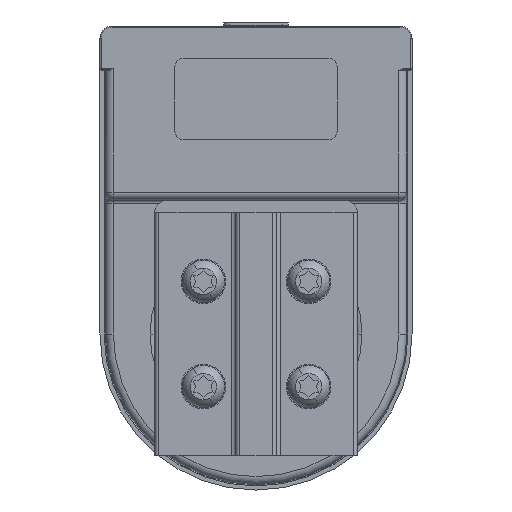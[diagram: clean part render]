
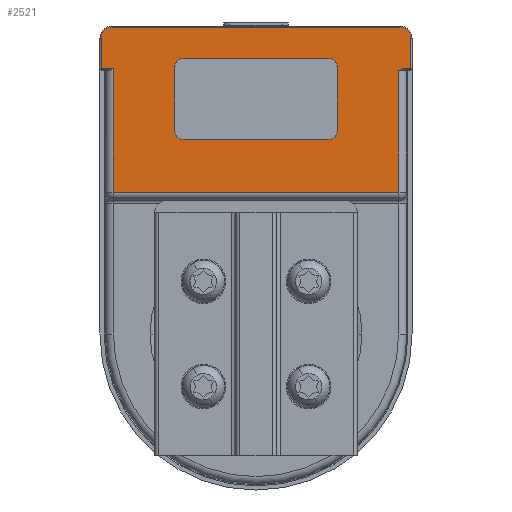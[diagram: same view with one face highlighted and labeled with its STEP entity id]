
A CAD part, front view. The second image highlights one B-rep face of the part: STEP entity #2521.
In plain terms, the highlighted planar face has unit normal (0, -1, 0).
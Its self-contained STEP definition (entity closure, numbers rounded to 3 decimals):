
#1914=AXIS2_PLACEMENT_3D('Circle Axis2P3D',#1912,#1913,$) ;
#1967=AXIS2_PLACEMENT_3D('Circle Axis2P3D',#1965,#1966,$) ;
#2476=AXIS2_PLACEMENT_3D('Plane Axis2P3D',#2473,#2474,#2475) ;
#1711=CARTESIAN_POINT('Vertex',(-35.2,-27.3,35.)) ;
#1734=CARTESIAN_POINT('Vertex',(35.2,-27.3,35.)) ;
#1737=CARTESIAN_POINT('Line Origine',(0.,-27.3,35.)) ;
#1902=CARTESIAN_POINT('Vertex',(38.25,-27.3,73.)) ;
#1909=CARTESIAN_POINT('Vertex',(35.5,-27.3,75.75)) ;
#1912=CARTESIAN_POINT('Axis2P3D Location',(35.5,-27.3,73.)) ;
#1938=CARTESIAN_POINT('Vertex',(-35.5,-27.3,75.75)) ;
#1941=CARTESIAN_POINT('Line Origine',(0.,-27.3,75.75)) ;
#1962=CARTESIAN_POINT('Vertex',(-38.25,-27.3,73.)) ;
#1965=CARTESIAN_POINT('Axis2P3D Location',(-35.5,-27.3,73.)) ;
#2013=CARTESIAN_POINT('Line Origine',(-38.25,-27.3,55.5)) ;
#2017=CARTESIAN_POINT('Vertex',(-38.25,-27.3,65.5)) ;
#2166=CARTESIAN_POINT('Line Origine',(0.,-27.3,65.5)) ;
#2170=CARTESIAN_POINT('Vertex',(-35.2,-27.3,65.5)) ;
#2193=CARTESIAN_POINT('Line Origine',(-35.2,-27.3,36.5)) ;
#2319=CARTESIAN_POINT('Line Origine',(35.2,-27.3,36.5)) ;
#2323=CARTESIAN_POINT('Vertex',(35.2,-27.3,65.)) ;
#2454=CARTESIAN_POINT('Line Origine',(38.25,-27.3,55.5)) ;
#2458=CARTESIAN_POINT('Vertex',(38.25,-27.3,65.5)) ;
#2473=CARTESIAN_POINT('Axis2P3D Location',(0.,-27.3,0.)) ;
#2479=CARTESIAN_POINT('Control Point',(35.2,-27.3,65.)) ;
#2480=CARTESIAN_POINT('Control Point',(35.203,-27.3,65.002)) ;
#2481=CARTESIAN_POINT('Control Point',(35.207,-27.3,65.004)) ;
#2482=CARTESIAN_POINT('Control Point',(35.21,-27.3,65.006)) ;
#2483=CARTESIAN_POINT('Control Point',(35.289,-27.3,65.048)) ;
#2484=CARTESIAN_POINT('Control Point',(35.369,-27.3,65.09)) ;
#2485=CARTESIAN_POINT('Control Point',(35.445,-27.3,65.13)) ;
#2486=CARTESIAN_POINT('Control Point',(35.572,-27.3,65.195)) ;
#2487=CARTESIAN_POINT('Control Point',(35.702,-27.3,65.257)) ;
#2488=CARTESIAN_POINT('Control Point',(35.754,-27.3,65.28)) ;
#2489=CARTESIAN_POINT('Control Point',(35.859,-27.3,65.326)) ;
#2490=CARTESIAN_POINT('Control Point',(35.967,-27.3,65.368)) ;
#2491=CARTESIAN_POINT('Control Point',(36.023,-27.3,65.388)) ;
#2492=CARTESIAN_POINT('Control Point',(36.123,-27.3,65.421)) ;
#2493=CARTESIAN_POINT('Control Point',(36.227,-27.3,65.449)) ;
#2494=CARTESIAN_POINT('Control Point',(36.273,-27.3,65.46)) ;
#2495=CARTESIAN_POINT('Control Point',(36.367,-27.3,65.48)) ;
#2496=CARTESIAN_POINT('Control Point',(36.464,-27.3,65.493)) ;
#2497=CARTESIAN_POINT('Control Point',(36.514,-27.3,65.497)) ;
#2498=CARTESIAN_POINT('Control Point',(36.564,-27.3,65.5)) ;
#2499=CARTESIAN_POINT('Control Point',(36.614,-27.3,65.5)) ;
#2500=CARTESIAN_POINT('Vertex',(36.614,-27.3,65.5)) ;
#2503=CARTESIAN_POINT('Line Origine',(37.432,-27.3,65.5)) ;
#1738=DIRECTION('Vector Direction',(-1.,0.,0.)) ;
#1913=DIRECTION('Axis2P3D Direction',(0.,1.,0.)) ;
#1942=DIRECTION('Vector Direction',(1.,0.,0.)) ;
#1966=DIRECTION('Axis2P3D Direction',(0.,1.,0.)) ;
#2014=DIRECTION('Vector Direction',(0.,0.,-1.)) ;
#2167=DIRECTION('Vector Direction',(1.,0.,0.)) ;
#2194=DIRECTION('Vector Direction',(0.,0.,1.)) ;
#2320=DIRECTION('Vector Direction',(0.,0.,1.)) ;
#2455=DIRECTION('Vector Direction',(0.,0.,1.)) ;
#2474=DIRECTION('Axis2P3D Direction',(0.,1.,-0.)) ;
#2475=DIRECTION('Axis2P3D XDirection',(-1.,0.,0.)) ;
#2504=DIRECTION('Vector Direction',(1.,0.,0.)) ;
#1739=VECTOR('Line Direction',#1738,1.) ;
#1943=VECTOR('Line Direction',#1942,1.) ;
#2015=VECTOR('Line Direction',#2014,1.) ;
#2168=VECTOR('Line Direction',#2167,1.) ;
#2195=VECTOR('Line Direction',#2194,1.) ;
#2321=VECTOR('Line Direction',#2320,1.) ;
#2456=VECTOR('Line Direction',#2455,1.) ;
#2505=VECTOR('Line Direction',#2504,1.) ;
#2509=ORIENTED_EDGE('',*,*,#2502,.F.) ;
#2510=ORIENTED_EDGE('',*,*,#2507,.F.) ;
#2511=ORIENTED_EDGE('',*,*,#2460,.T.) ;
#2512=ORIENTED_EDGE('',*,*,#1916,.T.) ;
#2513=ORIENTED_EDGE('',*,*,#1945,.T.) ;
#2514=ORIENTED_EDGE('',*,*,#1969,.T.) ;
#2515=ORIENTED_EDGE('',*,*,#2019,.T.) ;
#2516=ORIENTED_EDGE('',*,*,#2172,.F.) ;
#2517=ORIENTED_EDGE('',*,*,#2197,.T.) ;
#2518=ORIENTED_EDGE('',*,*,#1741,.T.) ;
#2519=ORIENTED_EDGE('',*,*,#2325,.T.) ;
#2521=ADVANCED_FACE('RE2159001_1ER_000_07_COPERCHIO CS',(#2520),#2477,.F.) ;
#2478=B_SPLINE_CURVE_WITH_KNOTS('',5,(#2479,#2480,#2481,#2482,#2483,#2484,#2485,#2486,#2487,#2488,#2489,#2490,#2491,#2492,#2493,#2494,#2495,#2496,#2497,#2498,#2499),.UNSPECIFIED.,.F.,.U.,(6,3,3,3,3,3,6),(0.,0.03,0.687,1.109,1.532,1.862,2.192),.UNSPECIFIED.) ;
#1915=CIRCLE('generated circle',#1914,2.75) ;
#1968=CIRCLE('generated circle',#1967,2.75) ;
#1741=EDGE_CURVE('',#1712,#1735,#1740,.F.) ;
#1916=EDGE_CURVE('',#1903,#1910,#1915,.F.) ;
#1945=EDGE_CURVE('',#1910,#1939,#1944,.F.) ;
#1969=EDGE_CURVE('',#1939,#1963,#1968,.F.) ;
#2019=EDGE_CURVE('',#1963,#2018,#2016,.T.) ;
#2172=EDGE_CURVE('',#2171,#2018,#2169,.F.) ;
#2197=EDGE_CURVE('',#2171,#1712,#2196,.F.) ;
#2325=EDGE_CURVE('',#1735,#2324,#2322,.T.) ;
#2460=EDGE_CURVE('',#2459,#1903,#2457,.T.) ;
#2502=EDGE_CURVE('',#2501,#2324,#2478,.F.) ;
#2507=EDGE_CURVE('',#2459,#2501,#2506,.F.) ;
#2508=EDGE_LOOP('',(#2509,#2510,#2511,#2512,#2513,#2514,#2515,#2516,#2517,#2518,#2519)) ;
#2520=FACE_OUTER_BOUND('',#2508,.T.) ;
#1740=LINE('Line',#1737,#1739) ;
#1944=LINE('Line',#1941,#1943) ;
#2016=LINE('Line',#2013,#2015) ;
#2169=LINE('Line',#2166,#2168) ;
#2196=LINE('Line',#2193,#2195) ;
#2322=LINE('Line',#2319,#2321) ;
#2457=LINE('Line',#2454,#2456) ;
#2506=LINE('Line',#2503,#2505) ;
#2477=PLANE('',#2476) ;
#1712=VERTEX_POINT('',#1711) ;
#1735=VERTEX_POINT('',#1734) ;
#1903=VERTEX_POINT('',#1902) ;
#1910=VERTEX_POINT('',#1909) ;
#1939=VERTEX_POINT('',#1938) ;
#1963=VERTEX_POINT('',#1962) ;
#2018=VERTEX_POINT('',#2017) ;
#2171=VERTEX_POINT('',#2170) ;
#2324=VERTEX_POINT('',#2323) ;
#2459=VERTEX_POINT('',#2458) ;
#2501=VERTEX_POINT('',#2500) ;
